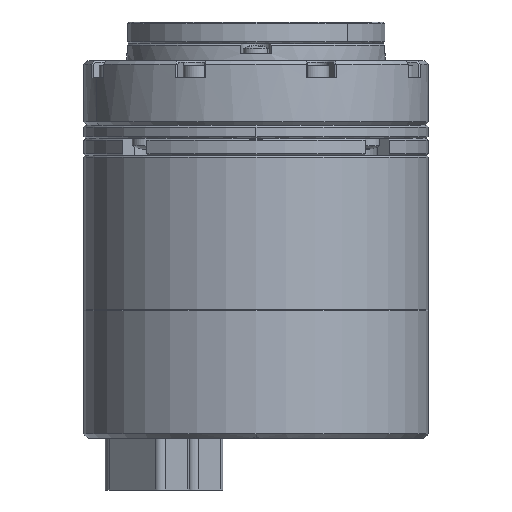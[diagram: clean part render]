
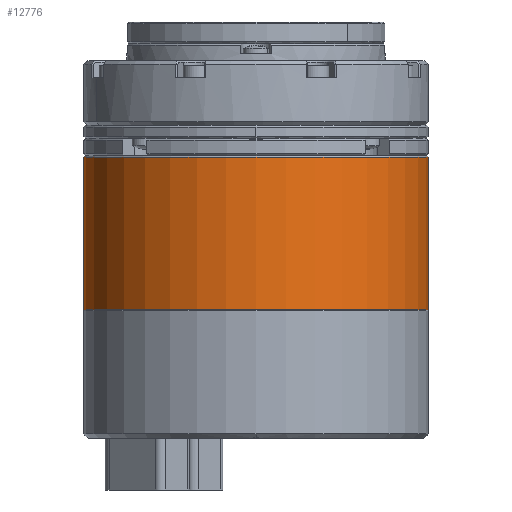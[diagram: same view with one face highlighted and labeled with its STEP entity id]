
A CAD part, left-side view. The second image highlights one B-rep face of the part: STEP entity #12776.
In plain terms, the highlighted cylindrical face has radius 20 mm (diameter 40 mm), a partial arc.
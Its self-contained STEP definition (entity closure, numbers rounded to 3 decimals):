
#267=CARTESIAN_POINT('',(0.,0.,-17.9));
#268=DIRECTION('',(0.,0.,1.));
#269=DIRECTION('',(1.,0.,0.));
#270=AXIS2_PLACEMENT_3D('',#267,#268,#269);
#287=DIRECTION('',(0.,0.,-1.));
#288=VECTOR('',#287,17.7);
#289=CARTESIAN_POINT('',(-20.,0.,-0.2));
#290=LINE('',#289,#288);
#291=DIRECTION('',(0.,0.,1.));
#292=VECTOR('',#291,17.7);
#293=CARTESIAN_POINT('',(20.,0.,-17.9));
#294=LINE('',#293,#292);
#353=CARTESIAN_POINT('',(0.,0.,-0.2));
#354=DIRECTION('',(0.,0.,-1.));
#355=DIRECTION('',(-1.,0.,0.));
#356=AXIS2_PLACEMENT_3D('',#353,#354,#355);
#358=CARTESIAN_POINT('',(0.,0.,-0.2));
#359=DIRECTION('',(0.,0.,-1.));
#360=DIRECTION('',(0.,1.,0.));
#361=AXIS2_PLACEMENT_3D('',#358,#359,#360);
#10019=CARTESIAN_POINT('',(20.,0.,-17.9));
#10020=CARTESIAN_POINT('',(-20.,0.,-17.9));
#10021=VERTEX_POINT('',#10019);
#10022=VERTEX_POINT('',#10020);
#10023=CARTESIAN_POINT('',(-20.,0.,-0.2));
#10024=VERTEX_POINT('',#10023);
#10025=CARTESIAN_POINT('',(20.,0.,-0.2));
#10026=VERTEX_POINT('',#10025);
#10027=CARTESIAN_POINT('',(0.,20.,-0.2));
#10028=VERTEX_POINT('',#10027);
#12760=CARTESIAN_POINT('',(0.,0.,-19.53));
#12761=DIRECTION('',(0.,0.,1.));
#12762=DIRECTION('',(-1.,0.,0.));
#12763=AXIS2_PLACEMENT_3D('',#12760,#12761,#12762);
#12764=CYLINDRICAL_SURFACE('',#12763,20.);
#12766=ORIENTED_EDGE('',*,*,#12765,.T.);
#12767=ORIENTED_EDGE('',*,*,#12741,.F.);
#12769=ORIENTED_EDGE('',*,*,#12768,.T.);
#12771=ORIENTED_EDGE('',*,*,#12770,.F.);
#12773=ORIENTED_EDGE('',*,*,#12772,.F.);
#12774=EDGE_LOOP('',(#12766,#12767,#12769,#12771,#12773));
#12775=FACE_OUTER_BOUND('',#12774,.F.);
#12776=ADVANCED_FACE('',(#12775),#12764,.T.);
#271=CIRCLE('',#270,20.);
#357=CIRCLE('',#356,20.);
#362=CIRCLE('',#361,20.);
#12741=EDGE_CURVE('',#10021,#10022,#271,.T.);
#12765=EDGE_CURVE('',#10024,#10022,#290,.T.);
#12768=EDGE_CURVE('',#10021,#10026,#294,.T.);
#12770=EDGE_CURVE('',#10028,#10026,#362,.T.);
#12772=EDGE_CURVE('',#10024,#10028,#357,.T.);
